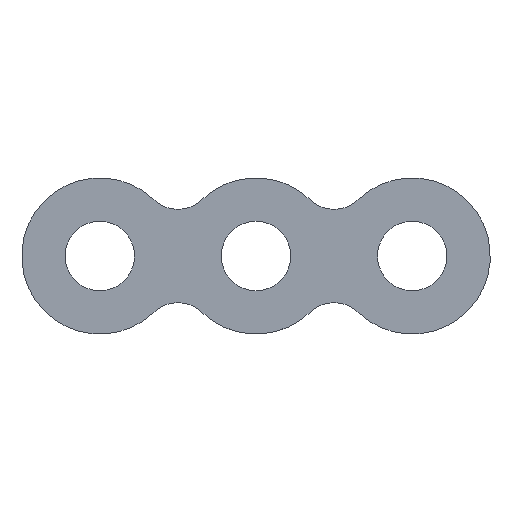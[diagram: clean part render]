
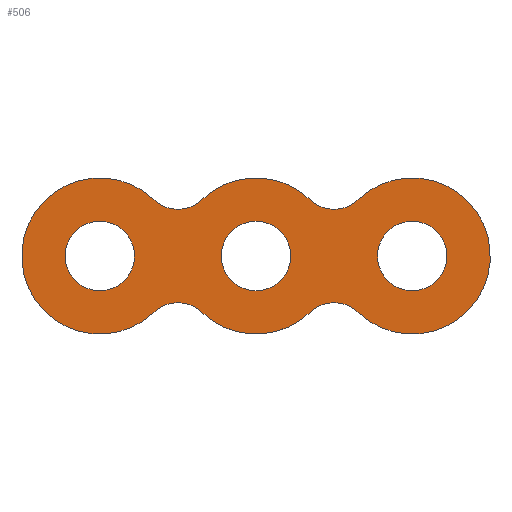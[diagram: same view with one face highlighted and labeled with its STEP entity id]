
A CAD part, top view. The second image highlights one B-rep face of the part: STEP entity #506.
In plain terms, the highlighted planar face has unit normal (0, 0, 1).
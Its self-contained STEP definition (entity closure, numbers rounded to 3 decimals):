
#62=AXIS2_PLACEMENT_3D('Circle Axis2P3D',#60,#61,$) ;
#93=AXIS2_PLACEMENT_3D('Circle Axis2P3D',#91,#92,$) ;
#124=AXIS2_PLACEMENT_3D('Circle Axis2P3D',#122,#123,$) ;
#155=AXIS2_PLACEMENT_3D('Circle Axis2P3D',#153,#154,$) ;
#186=AXIS2_PLACEMENT_3D('Circle Axis2P3D',#184,#185,$) ;
#217=AXIS2_PLACEMENT_3D('Circle Axis2P3D',#215,#216,$) ;
#248=AXIS2_PLACEMENT_3D('Circle Axis2P3D',#246,#247,$) ;
#270=AXIS2_PLACEMENT_3D('Circle Axis2P3D',#268,#269,$) ;
#287=AXIS2_PLACEMENT_3D('Circle Axis2P3D',#285,#286,$) ;
#322=AXIS2_PLACEMENT_3D('Circle Axis2P3D',#320,#321,$) ;
#344=AXIS2_PLACEMENT_3D('Circle Axis2P3D',#342,#343,$) ;
#379=AXIS2_PLACEMENT_3D('Circle Axis2P3D',#377,#378,$) ;
#401=AXIS2_PLACEMENT_3D('Circle Axis2P3D',#399,#400,$) ;
#436=AXIS2_PLACEMENT_3D('Circle Axis2P3D',#434,#435,$) ;
#482=AXIS2_PLACEMENT_3D('Plane Axis2P3D',#479,#480,#481) ;
#43=CARTESIAN_POINT('Vertex',(6.231,6.494,1.)) ;
#57=CARTESIAN_POINT('Vertex',(6.231,-6.494,1.)) ;
#60=CARTESIAN_POINT('Axis2P3D Location',(0.,0.,1.)) ;
#88=CARTESIAN_POINT('Vertex',(11.769,-6.494,1.)) ;
#91=CARTESIAN_POINT('Axis2P3D Location',(9.,-9.381,1.)) ;
#119=CARTESIAN_POINT('Vertex',(24.231,-6.494,1.)) ;
#122=CARTESIAN_POINT('Axis2P3D Location',(18.,0.,1.)) ;
#150=CARTESIAN_POINT('Vertex',(29.769,-6.494,1.)) ;
#153=CARTESIAN_POINT('Axis2P3D Location',(27.,-9.381,1.)) ;
#181=CARTESIAN_POINT('Vertex',(29.769,6.494,1.)) ;
#184=CARTESIAN_POINT('Axis2P3D Location',(36.,0.,1.)) ;
#212=CARTESIAN_POINT('Vertex',(24.231,6.494,1.)) ;
#215=CARTESIAN_POINT('Axis2P3D Location',(27.,9.381,1.)) ;
#243=CARTESIAN_POINT('Vertex',(11.769,6.494,1.)) ;
#246=CARTESIAN_POINT('Axis2P3D Location',(18.,0.,1.)) ;
#268=CARTESIAN_POINT('Axis2P3D Location',(9.,9.381,1.)) ;
#285=CARTESIAN_POINT('Axis2P3D Location',(18.,0.,1.)) ;
#289=CARTESIAN_POINT('Vertex',(14.,0.,1.)) ;
#291=CARTESIAN_POINT('Vertex',(22.,0.,1.)) ;
#320=CARTESIAN_POINT('Axis2P3D Location',(18.,0.,1.)) ;
#342=CARTESIAN_POINT('Axis2P3D Location',(0.,0.,1.)) ;
#346=CARTESIAN_POINT('Vertex',(-4.,0.,1.)) ;
#348=CARTESIAN_POINT('Vertex',(4.,0.,1.)) ;
#377=CARTESIAN_POINT('Axis2P3D Location',(0.,0.,1.)) ;
#399=CARTESIAN_POINT('Axis2P3D Location',(36.,0.,1.)) ;
#403=CARTESIAN_POINT('Vertex',(32.,0.,1.)) ;
#405=CARTESIAN_POINT('Vertex',(40.,0.,1.)) ;
#434=CARTESIAN_POINT('Axis2P3D Location',(36.,0.,1.)) ;
#479=CARTESIAN_POINT('Axis2P3D Location',(0.,0.,1.)) ;
#61=DIRECTION('Axis2P3D Direction',(0.,0.,1.)) ;
#92=DIRECTION('Axis2P3D Direction',(0.,0.,1.)) ;
#123=DIRECTION('Axis2P3D Direction',(0.,0.,1.)) ;
#154=DIRECTION('Axis2P3D Direction',(0.,0.,1.)) ;
#185=DIRECTION('Axis2P3D Direction',(0.,0.,1.)) ;
#216=DIRECTION('Axis2P3D Direction',(0.,0.,1.)) ;
#247=DIRECTION('Axis2P3D Direction',(0.,0.,1.)) ;
#269=DIRECTION('Axis2P3D Direction',(0.,0.,1.)) ;
#286=DIRECTION('Axis2P3D Direction',(0.,0.,1.)) ;
#321=DIRECTION('Axis2P3D Direction',(0.,0.,1.)) ;
#343=DIRECTION('Axis2P3D Direction',(0.,0.,1.)) ;
#378=DIRECTION('Axis2P3D Direction',(0.,0.,1.)) ;
#400=DIRECTION('Axis2P3D Direction',(0.,0.,1.)) ;
#435=DIRECTION('Axis2P3D Direction',(0.,0.,1.)) ;
#480=DIRECTION('Axis2P3D Direction',(0.,0.,1.)) ;
#481=DIRECTION('Axis2P3D XDirection',(1.,0.,0.)) ;
#485=ORIENTED_EDGE('',*,*,#64,.T.) ;
#486=ORIENTED_EDGE('',*,*,#95,.T.) ;
#487=ORIENTED_EDGE('',*,*,#126,.T.) ;
#488=ORIENTED_EDGE('',*,*,#157,.T.) ;
#489=ORIENTED_EDGE('',*,*,#188,.T.) ;
#490=ORIENTED_EDGE('',*,*,#219,.T.) ;
#491=ORIENTED_EDGE('',*,*,#250,.T.) ;
#492=ORIENTED_EDGE('',*,*,#272,.T.) ;
#495=ORIENTED_EDGE('',*,*,#293,.F.) ;
#496=ORIENTED_EDGE('',*,*,#324,.F.) ;
#499=ORIENTED_EDGE('',*,*,#350,.F.) ;
#500=ORIENTED_EDGE('',*,*,#381,.F.) ;
#503=ORIENTED_EDGE('',*,*,#407,.F.) ;
#504=ORIENTED_EDGE('',*,*,#438,.F.) ;
#497=FACE_BOUND('',#494,.T.) ;
#501=FACE_BOUND('',#498,.T.) ;
#505=FACE_BOUND('',#502,.T.) ;
#506=ADVANCED_FACE('Hauptk\X2\00F6\X0\rper',(#493,#497,#501,#505),#483,.T.) ;
#63=CIRCLE('generated circle',#62,9.) ;
#94=CIRCLE('generated circle',#93,4.) ;
#125=CIRCLE('generated circle',#124,9.) ;
#156=CIRCLE('generated circle',#155,4.) ;
#187=CIRCLE('generated circle',#186,9.) ;
#218=CIRCLE('generated circle',#217,4.) ;
#249=CIRCLE('generated circle',#248,9.) ;
#271=CIRCLE('generated circle',#270,4.) ;
#288=CIRCLE('generated circle',#287,4.) ;
#323=CIRCLE('generated circle',#322,4.) ;
#345=CIRCLE('generated circle',#344,4.) ;
#380=CIRCLE('generated circle',#379,4.) ;
#402=CIRCLE('generated circle',#401,4.) ;
#437=CIRCLE('generated circle',#436,4.) ;
#64=EDGE_CURVE('',#44,#58,#63,.T.) ;
#95=EDGE_CURVE('',#58,#89,#94,.F.) ;
#126=EDGE_CURVE('',#89,#120,#125,.T.) ;
#157=EDGE_CURVE('',#120,#151,#156,.F.) ;
#188=EDGE_CURVE('',#151,#182,#187,.T.) ;
#219=EDGE_CURVE('',#182,#213,#218,.F.) ;
#250=EDGE_CURVE('',#213,#244,#249,.T.) ;
#272=EDGE_CURVE('',#244,#44,#271,.F.) ;
#293=EDGE_CURVE('',#290,#292,#288,.T.) ;
#324=EDGE_CURVE('',#292,#290,#323,.T.) ;
#350=EDGE_CURVE('',#347,#349,#345,.T.) ;
#381=EDGE_CURVE('',#349,#347,#380,.T.) ;
#407=EDGE_CURVE('',#404,#406,#402,.T.) ;
#438=EDGE_CURVE('',#406,#404,#437,.T.) ;
#484=EDGE_LOOP('',(#485,#486,#487,#488,#489,#490,#491,#492)) ;
#494=EDGE_LOOP('',(#495,#496)) ;
#498=EDGE_LOOP('',(#499,#500)) ;
#502=EDGE_LOOP('',(#503,#504)) ;
#493=FACE_OUTER_BOUND('',#484,.T.) ;
#483=PLANE('',#482) ;
#44=VERTEX_POINT('',#43) ;
#58=VERTEX_POINT('',#57) ;
#89=VERTEX_POINT('',#88) ;
#120=VERTEX_POINT('',#119) ;
#151=VERTEX_POINT('',#150) ;
#182=VERTEX_POINT('',#181) ;
#213=VERTEX_POINT('',#212) ;
#244=VERTEX_POINT('',#243) ;
#290=VERTEX_POINT('',#289) ;
#292=VERTEX_POINT('',#291) ;
#347=VERTEX_POINT('',#346) ;
#349=VERTEX_POINT('',#348) ;
#404=VERTEX_POINT('',#403) ;
#406=VERTEX_POINT('',#405) ;
